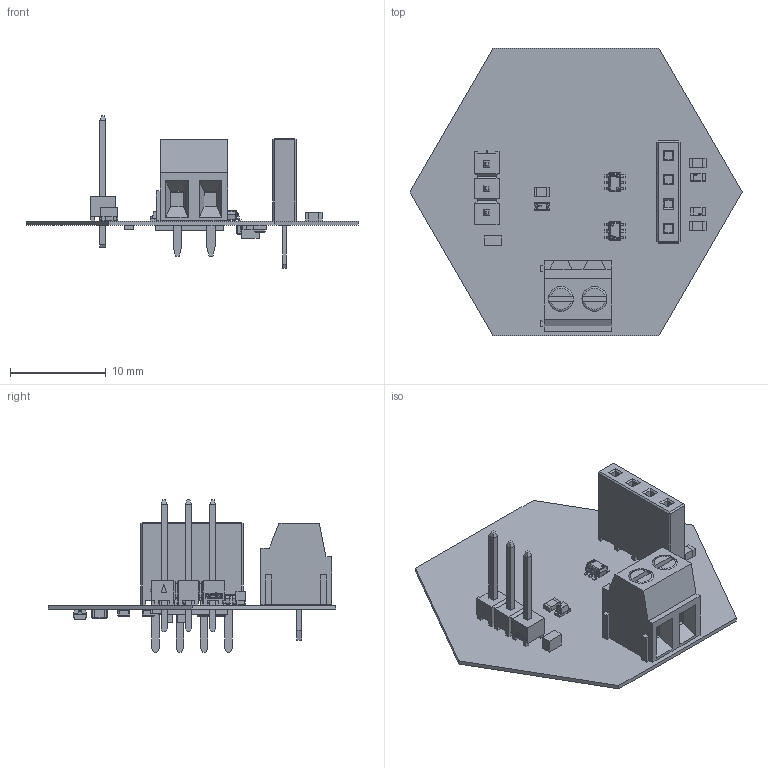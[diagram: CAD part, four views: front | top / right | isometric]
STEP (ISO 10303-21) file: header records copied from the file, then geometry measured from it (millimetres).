
FILE_DESCRIPTION(('Open CASCADE Model'),'2;1');
FILE_NAME('Open CASCADE Shape Model','2025-12-02T00:05:19',('Author'),( 'Open CASCADE'),'Open CASCADE STEP processor 7.5','Open CASCADE 7.5' ,'Unknown');
FILE_SCHEMA(('AUTOMOTIVE_DESIGN { 1 0 10303 214 1 1 1 1 }'));
Length unit declared in the file: millimetre
Products named in the file (80): PCB; Board; Open CASCADE STEP translator 7.5 1.1.1; U3; IC_Texas_Instruments_TXU0101DCKR_eec; 1; 2; Texas Instruments; circle; U2; J3; Conn_Samtec_SSW-104-02-G-S_eec; SSW-104-02-G-S; P2SSW-104-02-G-S; T1SSW-104-02-G-S; Samtec Logo Yury; J2; 691214110002; 6912141100xx_CAGE; 6912141100xx_PIN; 6912141100xx_VIS; C9; Cap_AVX_0603YA0R5BAT2A_eec; Body; Terminals; AVX; C8; 6513251344; Extruded; 6513251184; C7; C6; X1; CSTCE8M00G52Z-R0; U1; 6687054400; R3; 6513250144; 6513249904; R1 ...
Assembly tree (99 placements, depth 5):
  PCB
    Board
      Open CASCADE STEP translator 7.5 1.1.1
    U3
      IC_Texas_Instruments_TXU0101DCKR_eec
        1
        2
        Texas Instruments
        circle
    U2
      IC_Texas_Instruments_TXU0101DCKR_eec
        1
        2
        Texas Instruments
        circle
    J3
      Conn_Samtec_SSW-104-02-G-S_eec
        SSW-104-02-G-S
          P2SSW-104-02-G-S
          T1SSW-104-02-G-S
        Samtec Logo Yury
    J2
      691214110002
        691214110002
        6912141100xx_CAGE  x2
        6912141100xx_PIN  x2
        6912141100xx_VIS  x2
    C9
      Cap_AVX_0603YA0R5BAT2A_eec
        Body
        Terminals
        AVX
    C8
      6513251344
        Extruded
      6513251184  x2
        Extruded
    C7
      6513251344
        Extruded
      6513251184  x2
        Extruded
    C6
      Cap_AVX_0603YA0R5BAT2A_eec
        Body
        Terminals
        AVX
    X1
      CSTCE8M00G52Z-R0
    U1
      6687054400
    R3
      6513250144  x2
        Extruded
      6513249904
        Extruded
    R1
      6513250544  x2
        Extruded
      6513250304
Bounding box: 34.64 x 30 x 15.93 mm (x, y, z)
Volume: 904.8 mm3; surface area: 3642.5 mm2
Topology: 222 solids, 222 shells, 3235 faces, 7950 edges, 5142 vertices
Faces by surface type: plane 2264, bspline 547, cylinder 348, sphere 64, cone 6, torus 6
Full cylindrical faces by diameter (mm): 0.25 x2, 1.02 x3, 1.04 x4, 1.3 x2, 1.5 x2, 1.6 x2, 2.6 x4
Entity records: 73770 total; most frequent: CARTESIAN_POINT 17641, ORIENTED_EDGE 10980, DIRECTION 9325, EDGE_CURVE 5490, LINE 4417, VECTOR 4417, VERTEX_POINT 3581, AXIS2_PLACEMENT_3D 2454
